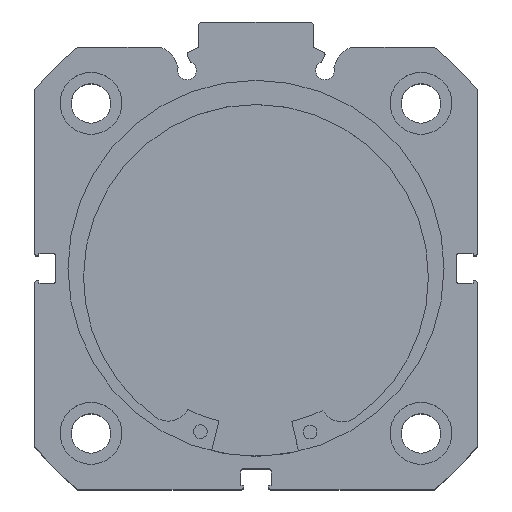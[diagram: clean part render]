
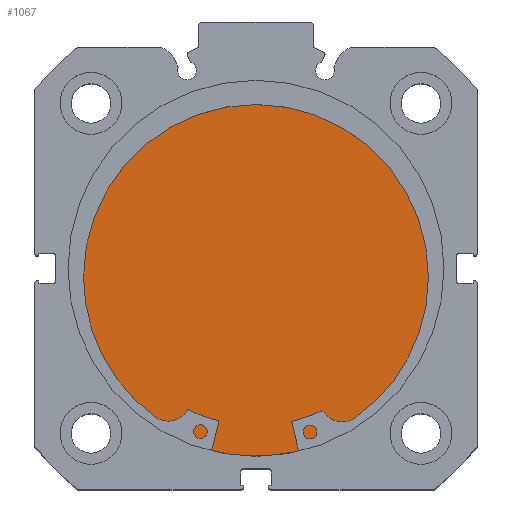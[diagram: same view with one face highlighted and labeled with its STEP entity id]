
A CAD part, top view. The second image highlights one B-rep face of the part: STEP entity #1067.
In plain terms, the highlighted face is planar.
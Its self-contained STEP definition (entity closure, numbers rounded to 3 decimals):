
#693 = CARTESIAN_POINT ( 'NONE',  ( 12., 41., 0. ) ) ;
#715 = PLANE ( 'NONE',  #5223 ) ;
#842 = ORIENTED_EDGE ( 'NONE', *, *, #4804, .F. ) ;
#925 = EDGE_LOOP ( 'NONE', ( #940, #842 ) ) ;
#940 = ORIENTED_EDGE ( 'NONE', *, *, #4811, .F. ) ;
#1067 = ADVANCED_FACE ( 'NONE', ( #2137 ), #715, .F. ) ;
#1766 = VERTEX_POINT ( 'NONE', #6183 ) ;
#1820 = VERTEX_POINT ( 'NONE', #6237 ) ;
#2137 = FACE_OUTER_BOUND ( 'NONE', #925, .T. ) ;
#2689 = CIRCLE ( 'NONE', #5460, 41. ) ;
#2700 = CIRCLE ( 'NONE', #5464, 41. ) ;
#2974 = CARTESIAN_POINT ( 'NONE',  ( 12., 0., 0. ) ) ;
#2975 = DIRECTION ( 'NONE',  ( -1., 0., 0. ) ) ;
#2976 = DIRECTION ( 'NONE',  ( 0., 0., 1. ) ) ;
#2987 = CARTESIAN_POINT ( 'NONE',  ( 12., 0., 0. ) ) ;
#2993 = DIRECTION ( 'NONE',  ( -1., 0., 0. ) ) ;
#2994 = DIRECTION ( 'NONE',  ( 0., 0., 1. ) ) ;
#4804 = EDGE_CURVE ( 'NONE', #1766, #1820, #2689, .T. ) ;
#4811 = EDGE_CURVE ( 'NONE', #1820, #1766, #2700, .T. ) ;
#5223 = AXIS2_PLACEMENT_3D ( 'NONE', #693, #5502, #5503 ) ;
#5460 = AXIS2_PLACEMENT_3D ( 'NONE', #2974, #2975, #2976 ) ;
#5464 = AXIS2_PLACEMENT_3D ( 'NONE', #2987, #2993, #2994 ) ;
#5502 = DIRECTION ( 'NONE',  ( -1., 0., 0. ) ) ;
#5503 = DIRECTION ( 'NONE',  ( 0., 0., 1. ) ) ;
#6183 = CARTESIAN_POINT ( 'NONE',  ( 12., 0., -41. ) ) ;
#6237 = CARTESIAN_POINT ( 'NONE',  ( 12., 0., 41. ) ) ;
